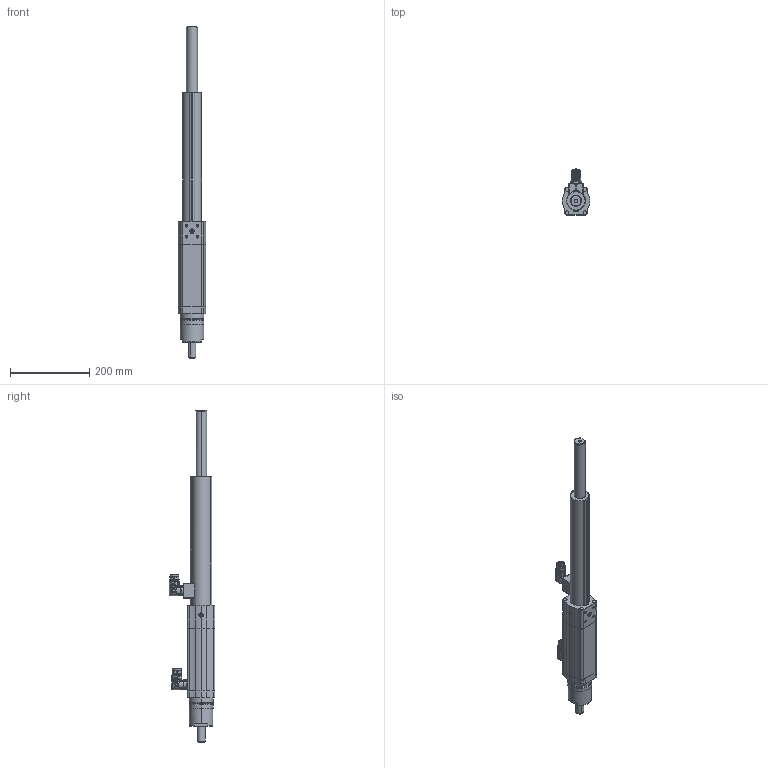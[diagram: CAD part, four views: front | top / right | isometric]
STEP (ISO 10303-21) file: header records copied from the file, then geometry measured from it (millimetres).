
FILE_DESCRIPTION (( 'STEP AP214' ), '1' );
FILE_NAME ('0186-0954_181213_PR01-70x100-SSC-C!48x240F-C-150.STEP', '2018-12-13T11:26:00', ( '' ), ( '' ), 'SwSTEP 2.0', 'SolidWorks 2018', '' );
FILE_SCHEMA (( 'AUTOMOTIVE_DESIGN' ));
Length unit declared in the file: millimetre
Products named in the file (4): PR01-70x100-SSC_PS01_48x240C!150; Läufer-Drehwelle-240-SSC; 0186-0954_181213_PR01-70x100-SSC-C!48x240F-C-150; o-rings series a_iso_O-ring 53x3.55-A-ISO 3601-1
Assembly tree (3 placements, depth 2):
  0186-0954_181213_PR01-70x100-SSC-C!48x240F-C-150
    PR01-70x100-SSC_PS01_48x240C!150
    Läufer-Drehwelle-240-SSC
    o-rings series a_iso_O-ring 53x3.55-A-ISO 3601-1
Bounding box: 70 x 116.12 x 838.6 mm (x, y, z)
Volume: 1942300.3 mm3; surface area: 287825.4 mm2
Topology: 3 solids, 59 shells, 3144 faces, 8455 edges, 5339 vertices
Faces by surface type: cylinder 1301, plane 1015, cone 546, torus 150, bspline 112, sphere 20
Entity records: 151137 total; most frequent: CARTESIAN_POINT 40694, ORIENTED_EDGE 16756, DIRECTION 14778, EDGE_CURVE 8378, AXIS2_PLACEMENT_3D 5576, VERTEX_POINT 5339, LINE 3626, VECTOR 3626
